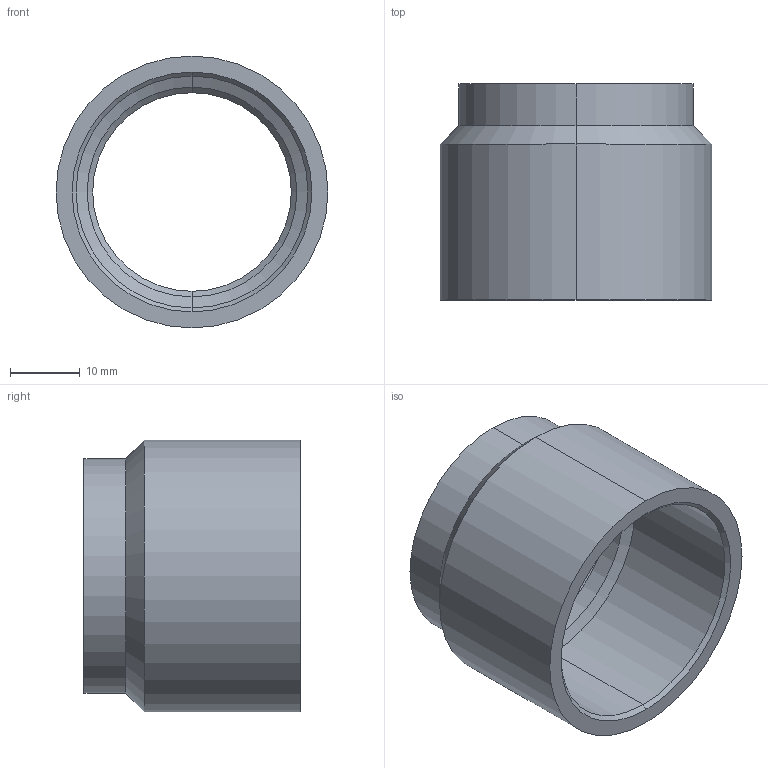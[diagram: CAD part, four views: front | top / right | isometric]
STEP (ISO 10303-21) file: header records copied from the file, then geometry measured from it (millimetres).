
FILE_DESCRIPTION (( 'STEP AP203' ), '1' );
FILE_NAME ('19-0404-06_outokumpu.step', '2015-08-11T09:35:56', ( '' ), ( '' ), 'SwSTEP 2.0', 'SolidWorks 2008', '' );
FILE_SCHEMA (( 'CONFIG_CONTROL_DESIGN' ));
Length unit declared in the file: millimetre
Products named in the file (1): 19-0404-06_outokumpu
Bounding box: 39 x 31 x 39 mm (x, y, z)
Volume: 10328.1 mm3; surface area: 7555.5 mm2
Topology: 1 solids, 1 shells, 20 faces, 40 edges, 22 vertices
Faces by surface type: cylinder 10, cone 8, plane 2
Entity records: 595 total; most frequent: DIRECTION 104, CARTESIAN_POINT 83, ORIENTED_EDGE 80, AXIS2_PLACEMENT_3D 43, EDGE_CURVE 40, VERTEX_POINT 22, EDGE_LOOP 22, CIRCLE 22
